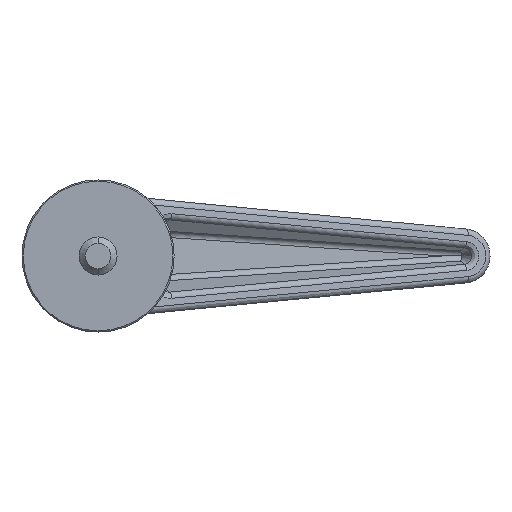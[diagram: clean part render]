
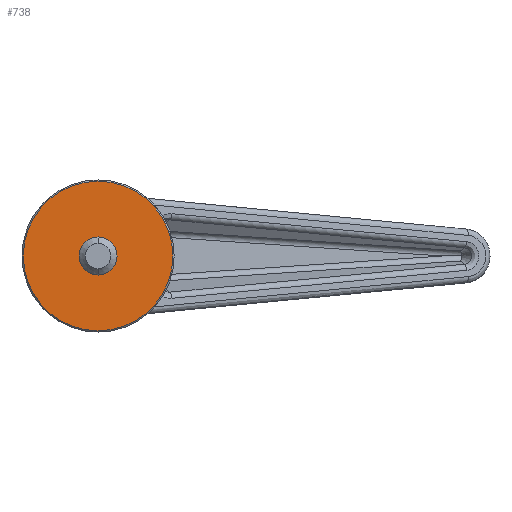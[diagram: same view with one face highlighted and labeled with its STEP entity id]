
A CAD part, front view. The second image highlights one B-rep face of the part: STEP entity #738.
In plain terms, the highlighted planar face has unit normal (0, -1, 0).
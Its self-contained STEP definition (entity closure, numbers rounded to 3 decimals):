
#526=VERTEX_POINT('NONE',#1346);
#738=ADVANCED_FACE('NONE',(#1587,#1588),#1589,.F.);
#966=VERTEX_POINT('NONE',#1836);
#1002=EDGE_CURVE('NONE',#1090,#526,#1877,.T.);
#1090=VERTEX_POINT('NONE',#1973);
#1104=EDGE_CURVE('NONE',#1144,#966,#1987,.T.);
#1144=VERTEX_POINT('NONE',#2033);
#1156=EDGE_CURVE('NONE',#526,#1090,#2046,.T.);
#1206=EDGE_CURVE('NONE',#966,#1144,#2103,.T.);
#1346=CARTESIAN_POINT('',(0.,0.,-11.8));
#1587=FACE_OUTER_BOUND('',#4135,.T.);
#1588=FACE_BOUND('',#4136,.T.);
#1589=PLANE('',#4137);
#1836=CARTESIAN_POINT('',(0.0,0.0,3.0));
#1877=CIRCLE('',#6715,11.8);
#1973=CARTESIAN_POINT('',(0.0,0.,11.8));
#1987=CIRCLE('',#7233,3.0);
#2033=CARTESIAN_POINT('',(0.,0.0,-3.0));
#2046=CIRCLE('',#7508,11.8);
#2103=CIRCLE('',#7741,3.0);
#4135=EDGE_LOOP('',(#8328,#8329));
#4136=EDGE_LOOP('',(#8330,#8331));
#4137=AXIS2_PLACEMENT_3D('',#8332,#8333,#8334);
#6715=AXIS2_PLACEMENT_3D('',#8596,#8597,#8598);
#7233=AXIS2_PLACEMENT_3D('',#8683,#8684,#8685);
#7508=AXIS2_PLACEMENT_3D('',#8751,#8752,#8753);
#7741=AXIS2_PLACEMENT_3D('',#8809,#8810,#8811);
#8328=ORIENTED_EDGE('',*,*,#1002,.F.);
#8329=ORIENTED_EDGE('',*,*,#1156,.F.);
#8330=ORIENTED_EDGE('',*,*,#1206,.F.);
#8331=ORIENTED_EDGE('',*,*,#1104,.F.);
#8332=CARTESIAN_POINT('',(-3.7,0.0,0.0));
#8333=DIRECTION('',(0.0,1.0,0.0));
#8334=DIRECTION('',(1.0,0.0,-0.0));
#8596=CARTESIAN_POINT('',(0.0,0.,0.0));
#8597=DIRECTION('',(0.0,1.0,0.0));
#8598=DIRECTION('',(0.0,0.0,1.0));
#8683=CARTESIAN_POINT('',(0.0,0.0,0.0));
#8684=DIRECTION('',(0.0,-1.0,0.0));
#8685=DIRECTION('',(0.0,0.0,1.0));
#8751=CARTESIAN_POINT('',(0.0,0.,0.0));
#8752=DIRECTION('',(0.0,1.0,0.0));
#8753=DIRECTION('',(0.0,0.0,1.0));
#8809=CARTESIAN_POINT('',(0.0,0.0,0.0));
#8810=DIRECTION('',(0.0,-1.0,0.0));
#8811=DIRECTION('',(0.0,0.0,1.0));
